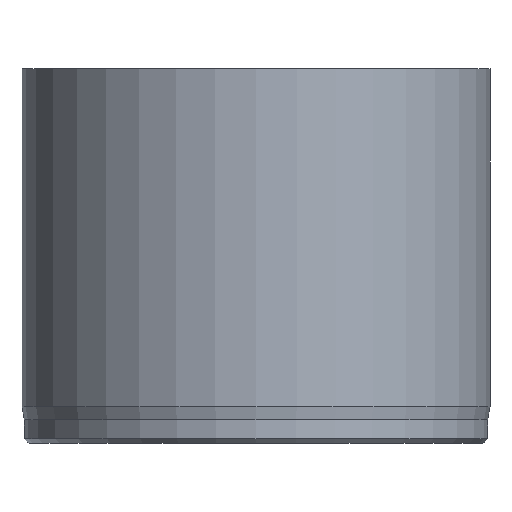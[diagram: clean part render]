
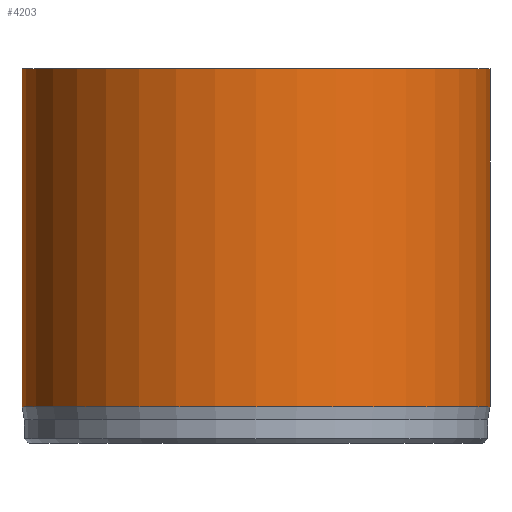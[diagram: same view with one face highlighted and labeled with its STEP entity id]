
A CAD part, front view. The second image highlights one B-rep face of the part: STEP entity #4203.
In plain terms, the highlighted cylindrical face has radius 10 mm (diameter 20 mm), a full revolution.
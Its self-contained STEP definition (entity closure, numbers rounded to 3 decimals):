
#31=CYLINDRICAL_SURFACE('',#4365,10.);
#45=CIRCLE('',#4338,10.);
#57=CIRCLE('',#4363,10.);
#58=CIRCLE('',#4364,10.);
#380=FACE_OUTER_BOUND('',#630,.T.);
#630=EDGE_LOOP('',(#3746,#3747,#3748,#3749,#3750));
#935=LINE('',#8048,#1246);
#1246=VECTOR('',#4860,10.);
#1929=VERTEX_POINT('',#7999);
#1941=VERTEX_POINT('',#8042);
#1942=VERTEX_POINT('',#8043);
#2530=EDGE_CURVE('',#1929,#1929,#45,.T.);
#2548=EDGE_CURVE('',#1941,#1942,#57,.T.);
#2549=EDGE_CURVE('',#1942,#1941,#58,.T.);
#2551=EDGE_CURVE('',#1929,#1941,#935,.T.);
#3746=ORIENTED_EDGE('',*,*,#2530,.T.);
#3747=ORIENTED_EDGE('',*,*,#2551,.T.);
#3748=ORIENTED_EDGE('',*,*,#2548,.T.);
#3749=ORIENTED_EDGE('',*,*,#2549,.T.);
#3750=ORIENTED_EDGE('',*,*,#2551,.F.);
#4203=ADVANCED_FACE('',(#380),#31,.T.);
#4338=AXIS2_PLACEMENT_3D('',#8000,#4797,#4798);
#4363=AXIS2_PLACEMENT_3D('',#8044,#4853,#4854);
#4364=AXIS2_PLACEMENT_3D('',#8045,#4855,#4856);
#4365=AXIS2_PLACEMENT_3D('',#8047,#4858,#4859);
#4797=DIRECTION('center_axis',(0.,0.,-1.));
#4798=DIRECTION('ref_axis',(-1.,0.,0.));
#4853=DIRECTION('center_axis',(0.,0.,1.));
#4854=DIRECTION('ref_axis',(-1.,0.,0.));
#4855=DIRECTION('center_axis',(0.,0.,1.));
#4856=DIRECTION('ref_axis',(-1.,0.,0.));
#4858=DIRECTION('center_axis',(0.,0.,1.));
#4859=DIRECTION('ref_axis',(-1.,0.,0.));
#4860=DIRECTION('',(0.,0.,-1.));
#7999=CARTESIAN_POINT('',(10.,0.,16.));
#8000=CARTESIAN_POINT('Origin',(0.,0.,16.));
#8042=CARTESIAN_POINT('',(10.,0.,1.567));
#8043=CARTESIAN_POINT('',(-10.,0.,1.567));
#8044=CARTESIAN_POINT('Origin',(0.,0.,1.567));
#8045=CARTESIAN_POINT('Origin',(0.,0.,1.567));
#8047=CARTESIAN_POINT('Origin',(0.,0.,0.));
#8048=CARTESIAN_POINT('',(10.,0.,0.));
